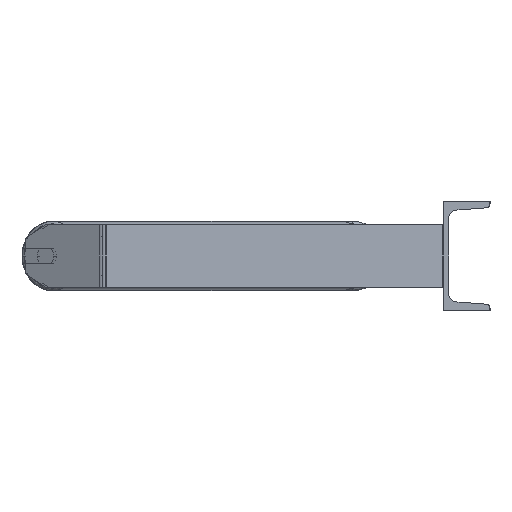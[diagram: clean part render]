
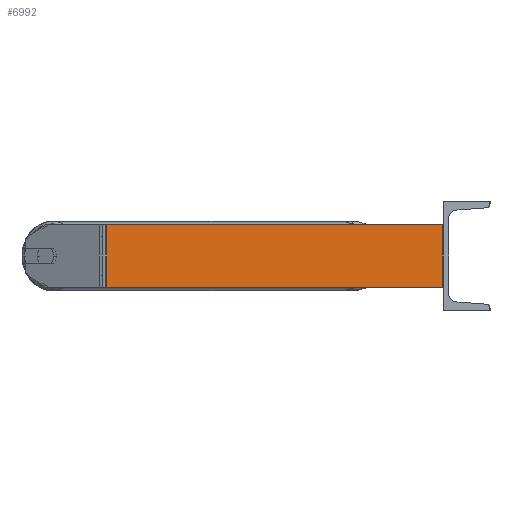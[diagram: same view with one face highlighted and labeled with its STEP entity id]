
A CAD part, left-side view. The second image highlights one B-rep face of the part: STEP entity #6992.
In plain terms, the highlighted planar face has unit normal (-0.996, -0.087, 0).
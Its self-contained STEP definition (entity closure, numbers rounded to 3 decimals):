
#15 = DIRECTION ( 'NONE',  ( 0.996, 0.087, 0. ) ) ;
#214 = AXIS2_PLACEMENT_3D ( 'NONE', #790, #15, #753 ) ;
#252 = VERTEX_POINT ( 'NONE', #7982 ) ;
#734 = VECTOR ( 'NONE', #6025, 1000. ) ;
#753 = DIRECTION ( 'NONE',  ( -0.087, 0.996, 0. ) ) ;
#772 = LINE ( 'NONE', #5675, #883 ) ;
#790 = CARTESIAN_POINT ( 'NONE',  ( -1123.283, 437.577, 40. ) ) ;
#883 = VECTOR ( 'NONE', #8404, 1000. ) ;
#1106 = VECTOR ( 'NONE', #2637, 1000. ) ;
#1145 = ORIENTED_EDGE ( 'NONE', *, *, #1187, .F. ) ;
#1155 = CARTESIAN_POINT ( 'NONE',  ( -1122.843, 432.551, 40. ) ) ;
#1187 = EDGE_CURVE ( 'NONE', #9061, #252, #772, .T. ) ;
#1971 = CARTESIAN_POINT ( 'NONE',  ( -1123.283, 437.577, -40. ) ) ;
#2444 = VECTOR ( 'NONE', #3971, 1000. ) ;
#2637 = DIRECTION ( 'NONE',  ( 0., 0., -1. ) ) ;
#2666 = LINE ( 'NONE', #1971, #2444 ) ;
#3142 = ORIENTED_EDGE ( 'NONE', *, *, #7671, .T. ) ;
#3288 = CARTESIAN_POINT ( 'NONE',  ( -1122.843, 432.551, 40. ) ) ;
#3377 = LINE ( 'NONE', #3288, #1106 ) ;
#3665 = EDGE_CURVE ( 'NONE', #252, #5698, #6751, .T. ) ;
#3971 = DIRECTION ( 'NONE',  ( 0.087, -0.996, 0. ) ) ;
#4192 = ORIENTED_EDGE ( 'NONE', *, *, #7195, .T. ) ;
#4887 = CARTESIAN_POINT ( 'NONE',  ( -1085., 0., -40. ) ) ;
#5675 = CARTESIAN_POINT ( 'NONE',  ( -1123.283, 437.577, 40. ) ) ;
#5698 = VERTEX_POINT ( 'NONE', #4887 ) ;
#5772 = ORIENTED_EDGE ( 'NONE', *, *, #3665, .F. ) ;
#5785 = VERTEX_POINT ( 'NONE', #6385 ) ;
#6025 = DIRECTION ( 'NONE',  ( 0., 0., -1. ) ) ;
#6329 = FACE_OUTER_BOUND ( 'NONE', #9024, .T. ) ;
#6385 = CARTESIAN_POINT ( 'NONE',  ( -1122.843, 432.551, -40. ) ) ;
#6751 = LINE ( 'NONE', #7525, #734 ) ;
#6992 = ADVANCED_FACE ( 'NONE', ( #6329 ), #7080, .F. ) ;
#7080 = PLANE ( 'NONE',  #214 ) ;
#7195 = EDGE_CURVE ( 'NONE', #9061, #5785, #3377, .T. ) ;
#7525 = CARTESIAN_POINT ( 'NONE',  ( -1085., 0., 40. ) ) ;
#7671 = EDGE_CURVE ( 'NONE', #5785, #5698, #2666, .T. ) ;
#7982 = CARTESIAN_POINT ( 'NONE',  ( -1085., 0., 40. ) ) ;
#8404 = DIRECTION ( 'NONE',  ( 0.087, -0.996, 0. ) ) ;
#9024 = EDGE_LOOP ( 'NONE', ( #3142, #5772, #1145, #4192 ) ) ;
#9061 = VERTEX_POINT ( 'NONE', #1155 ) ;
